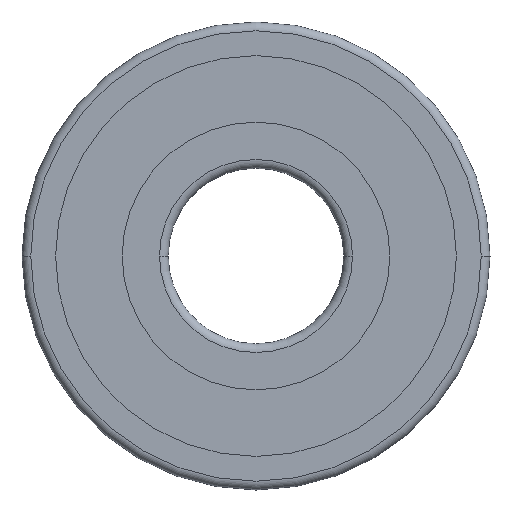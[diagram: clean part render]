
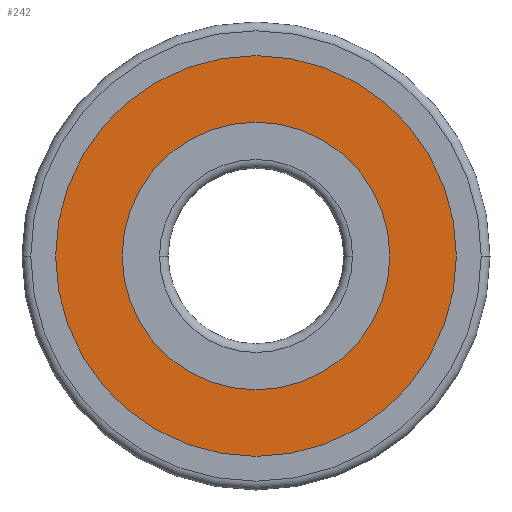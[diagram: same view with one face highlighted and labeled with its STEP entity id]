
A CAD part, left-side view. The second image highlights one B-rep face of the part: STEP entity #242.
In plain terms, the highlighted planar face has unit normal (-1, 0, 0).
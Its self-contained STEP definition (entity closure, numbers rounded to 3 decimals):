
#242=ADVANCED_FACE('',(#497,#498),#499,.T.);
#497=FACE_OUTER_BOUND('',#768,.T.);
#498=FACE_BOUND('',#769,.T.);
#499=PLANE('',#770);
#768=EDGE_LOOP('',(#1369,#1370));
#769=EDGE_LOOP('',(#1371,#1372));
#770=AXIS2_PLACEMENT_3D('',#1373,#1374,#1375);
#1369=ORIENTED_EDGE('',*,*,#1639,.F.);
#1370=ORIENTED_EDGE('',*,*,#1644,.F.);
#1371=ORIENTED_EDGE('',*,*,#1648,.T.);
#1372=ORIENTED_EDGE('',*,*,#1634,.T.);
#1373=CARTESIAN_POINT('',(0.1,0.,11.425));
#1374=DIRECTION('',(-1.0,-0.0,0.0));
#1375=DIRECTION('',(0.0,0.0,1.0));
#1634=EDGE_CURVE('',#1980,#1977,#1981,.T.);
#1639=EDGE_CURVE('',#1986,#1989,#1990,.T.);
#1644=EDGE_CURVE('',#1989,#1986,#1996,.T.);
#1648=EDGE_CURVE('',#1977,#1980,#2000,.T.);
#1977=VERTEX_POINT('',#2905);
#1980=VERTEX_POINT('',#2909);
#1981=CIRCLE('',#2910,9.15);
#1986=VERTEX_POINT('',#2916);
#1989=VERTEX_POINT('',#2920);
#1990=CIRCLE('',#2921,13.7);
#1996=CIRCLE('',#2928,13.7);
#2000=CIRCLE('',#2932,9.15);
#2905=CARTESIAN_POINT('',(0.1,0.,9.15));
#2909=CARTESIAN_POINT('',(0.1,0.,-9.15));
#2910=AXIS2_PLACEMENT_3D('',#3273,#3274,#3275);
#2916=CARTESIAN_POINT('',(0.1,0.,13.7));
#2920=CARTESIAN_POINT('',(0.1,0.,-13.7));
#2921=AXIS2_PLACEMENT_3D('',#3281,#3282,#3283);
#2928=AXIS2_PLACEMENT_3D('',#3291,#3292,#3293);
#2932=AXIS2_PLACEMENT_3D('',#3297,#3298,#3299);
#3273=CARTESIAN_POINT('',(0.1,0.0,0.0));
#3274=DIRECTION('',(1.0,0.0,-0.0));
#3275=DIRECTION('',(0.0,0.,1.0));
#3281=CARTESIAN_POINT('',(0.1,0.0,0.0));
#3282=DIRECTION('',(1.0,0.0,-0.0));
#3283=DIRECTION('',(0.0,0.,1.0));
#3291=CARTESIAN_POINT('',(0.1,0.0,0.0));
#3292=DIRECTION('',(1.0,0.0,-0.0));
#3293=DIRECTION('',(0.0,0.,1.0));
#3297=CARTESIAN_POINT('',(0.1,0.0,0.0));
#3298=DIRECTION('',(1.0,0.0,-0.0));
#3299=DIRECTION('',(0.0,0.,1.0));
